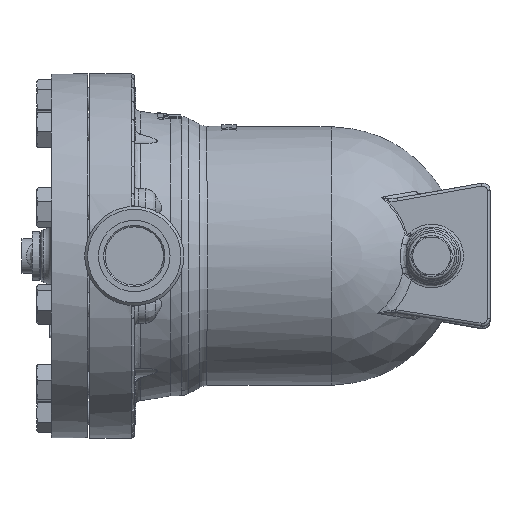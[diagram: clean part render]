
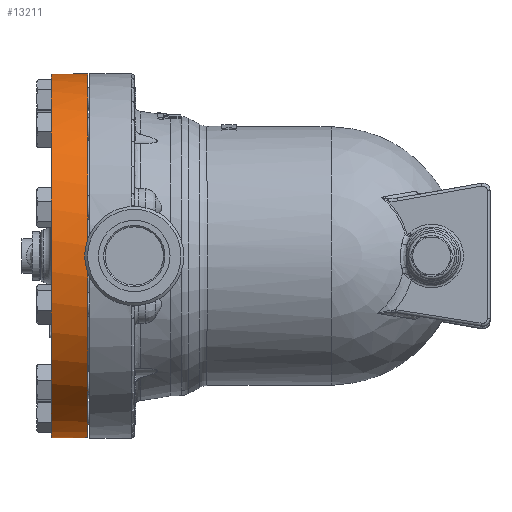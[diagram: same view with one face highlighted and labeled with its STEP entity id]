
A CAD part, left-side view. The second image highlights one B-rep face of the part: STEP entity #13211.
In plain terms, the highlighted cylindrical face has radius 125 mm (diameter 250 mm), a full revolution.
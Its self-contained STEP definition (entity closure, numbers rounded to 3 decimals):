
#12461=CARTESIAN_POINT('',(124.218,25.0,13.964));
#12462=VERTEX_POINT('',#12461);
#12480=CARTESIAN_POINT('',(124.218,25.0,-13.964));
#12481=VERTEX_POINT('',#12480);
#12488=CARTESIAN_POINT('',(0.0,25.0,0.0));
#12489=DIRECTION('',(0.0,-1.0,0.0));
#12490=DIRECTION('',(-1.0,0.0,0.0));
#12491=AXIS2_PLACEMENT_3D('',#12488,#12489,#12490);
#12492=CIRCLE('',#12491,125.0);
#12493=EDGE_CURVE('',#12462,#12481,#12492,.T.);
#12818=CARTESIAN_POINT('',(124.218,25.0,13.964));
#12819=CARTESIAN_POINT('',(124.229,26.458,13.86));
#12820=CARTESIAN_POINT('',(124.269,27.958,13.514));
#12821=CARTESIAN_POINT('',(124.403,31.084,12.219));
#12822=CARTESIAN_POINT('',(124.509,32.657,11.142));
#12823=CARTESIAN_POINT('',(124.706,35.142,8.657));
#12824=CARTESIAN_POINT('',(124.811,36.219,7.084));
#12825=CARTESIAN_POINT('',(124.959,37.648,3.635));
#12826=CARTESIAN_POINT('',(125.0,38.0,1.759));
#12827=CARTESIAN_POINT('',(125.0,38.0,-1.759));
#12828=CARTESIAN_POINT('',(124.959,37.648,-3.635));
#12829=CARTESIAN_POINT('',(124.811,36.219,-7.084));
#12830=CARTESIAN_POINT('',(124.706,35.142,-8.657));
#12831=CARTESIAN_POINT('',(124.509,32.657,-11.142));
#12832=CARTESIAN_POINT('',(124.403,31.084,-12.219));
#12833=CARTESIAN_POINT('',(124.269,27.958,-13.514));
#12834=CARTESIAN_POINT('',(124.229,26.458,-13.86));
#12835=CARTESIAN_POINT('',(124.218,25.0,-13.964));
#12836=B_SPLINE_CURVE_WITH_KNOTS('',3,(#12818,#12819,#12820,#12821,#12822,#12823,#12824,#12825,#12826,#12827,#12828,#12829,#12830,#12831,#12832,#12833,#12834,#12835),.UNSPECIFIED.,.F.,.U.,(4,2,2,2,2,2,2,2,4),(4.322,4.751,5.278,5.806,6.334,6.862,7.39,7.918,8.346),.UNSPECIFIED.);
#12837=EDGE_CURVE('',#12462,#12481,#12836,.T.);
#13146=CARTESIAN_POINT('',(125.0,0.0,0.));
#13147=VERTEX_POINT('',#13146);
#13148=CARTESIAN_POINT('',(0.0,0.0,0.0));
#13149=DIRECTION('',(0.0,-1.0,0.0));
#13150=DIRECTION('',(-1.0,0.0,0.0));
#13151=AXIS2_PLACEMENT_3D('',#13148,#13149,#13150);
#13152=CIRCLE('',#13151,125.0);
#13153=EDGE_CURVE('',#13147,#13147,#13152,.T.);
#13199=CARTESIAN_POINT('',(0.0,0.0,0.0));
#13200=DIRECTION('',(0.0,1.0,0.0));
#13201=DIRECTION('',(-1.0,0.0,0.0));
#13202=AXIS2_PLACEMENT_3D('',#13199,#13200,#13201);
#13203=CYLINDRICAL_SURFACE('',#13202,125.0);
#13204=ORIENTED_EDGE('',*,*,#12493,.T.);
#13205=ORIENTED_EDGE('',*,*,#12837,.F.);
#13206=EDGE_LOOP('',(#13204,#13205));
#13207=FACE_OUTER_BOUND('',#13206,.T.);
#13208=ORIENTED_EDGE('',*,*,#13153,.F.);
#13209=EDGE_LOOP('',(#13208));
#13210=FACE_BOUND('',#13209,.T.);
#13211=ADVANCED_FACE('',(#13207,#13210),#13203,.T.);
